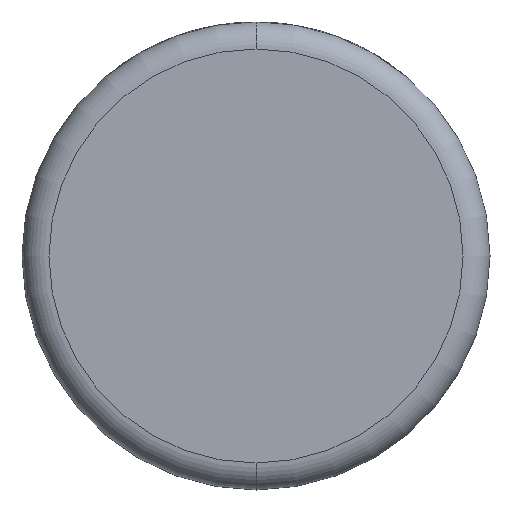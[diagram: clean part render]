
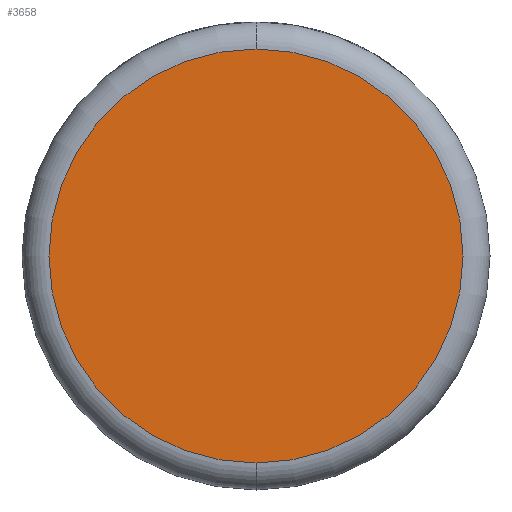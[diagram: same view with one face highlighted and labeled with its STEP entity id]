
A CAD part, front view. The second image highlights one B-rep face of the part: STEP entity #3658.
In plain terms, the highlighted planar face has unit normal (0, -1, 0).
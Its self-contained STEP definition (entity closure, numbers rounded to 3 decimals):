
#235 = CIRCLE ( 'NONE', #281, 13.493 ) ;
#281 = AXIS2_PLACEMENT_3D ( 'NONE', #3689, #2800, #479 ) ;
#479 = DIRECTION ( 'NONE',  ( 0., 0., 1. ) ) ;
#502 = DIRECTION ( 'NONE',  ( 0., 1., 0. ) ) ;
#693 = VERTEX_POINT ( 'NONE', #2783 ) ;
#1375 = VERTEX_POINT ( 'NONE', #3498 ) ;
#1544 = CARTESIAN_POINT ( 'NONE',  ( 0., 0., 0. ) ) ;
#1750 = AXIS2_PLACEMENT_3D ( 'NONE', #1544, #502, #2313 ) ;
#2200 = DIRECTION ( 'NONE',  ( 0., -1., 0. ) ) ;
#2313 = DIRECTION ( 'NONE',  ( 0., 0., 1. ) ) ;
#2469 = CARTESIAN_POINT ( 'NONE',  ( 0., 0., 0. ) ) ;
#2570 = DIRECTION ( 'NONE',  ( 0., 0., 1. ) ) ;
#2783 = CARTESIAN_POINT ( 'NONE',  ( 0., 0., 13.493 ) ) ;
#2800 = DIRECTION ( 'NONE',  ( 0., -1., 0. ) ) ;
#3012 = PLANE ( 'NONE',  #1750 ) ;
#3030 = CIRCLE ( 'NONE', #4152, 13.493 ) ;
#3130 = ORIENTED_EDGE ( 'NONE', *, *, #4482, .T. ) ;
#3162 = EDGE_LOOP ( 'NONE', ( #3130, #3229 ) ) ;
#3229 = ORIENTED_EDGE ( 'NONE', *, *, #4740, .T. ) ;
#3498 = CARTESIAN_POINT ( 'NONE',  ( 0., 0., -13.493 ) ) ;
#3658 = ADVANCED_FACE ( 'NONE', ( #4752 ), #3012, .F. ) ;
#3689 = CARTESIAN_POINT ( 'NONE',  ( 0., 0., 0. ) ) ;
#4152 = AXIS2_PLACEMENT_3D ( 'NONE', #2469, #2200, #2570 ) ;
#4482 = EDGE_CURVE ( 'NONE', #693, #1375, #3030, .T. ) ;
#4740 = EDGE_CURVE ( 'NONE', #1375, #693, #235, .T. ) ;
#4752 = FACE_OUTER_BOUND ( 'NONE', #3162, .T. ) ;
